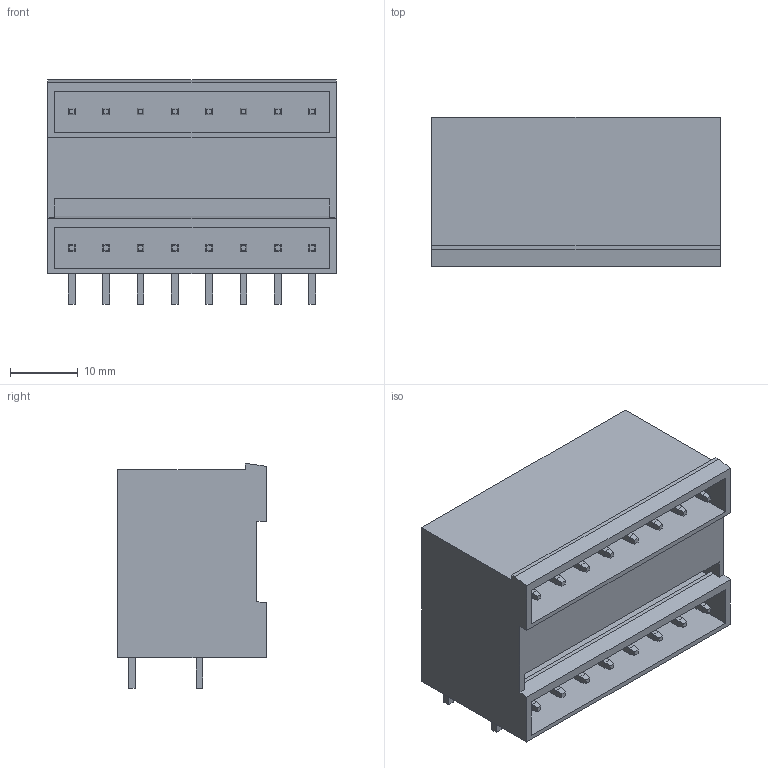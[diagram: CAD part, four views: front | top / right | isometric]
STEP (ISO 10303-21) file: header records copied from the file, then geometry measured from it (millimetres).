
FILE_DESCRIPTION(('CATIA V5 STEP Exchange','CAx-IF Rec.Pracs.--- Model Styling and Organization---1.4--- 2014-01-23'),'2;1');
FILE_NAME ('D1554576_0_1711510000_1711510000.stp','2022-12-13T14:44:40+00:00',('none'),('Weidmueller'),'CATIA Version 5-6 Release 2016 SP3 HF44','CATIA V5 STEP AP214','none');
FILE_SCHEMA(('AUTOMOTIVE_DESIGN { 1 0 10303 214 1 1 1 1 }'));
Length unit declared in the file: millimetre
Products named in the file (1): 1711510000
Bounding box: 42.64 x 22 x 33.18 mm (x, y, z)
Volume: 12973 mm3; surface area: 13371.2 mm2
Topology: 17 solids, 17 shells, 322 faces, 794 edges, 508 vertices
Faces by surface type: plane 322
Entity records: 8553 total; most frequent: ORIENTED_EDGE 1588, CARTESIAN_POINT 1434, DIRECTION 1056, VECTOR 794, EDGE_CURVE 794, LINE 794, VERTEX_POINT 508, EDGE_LOOP 356
